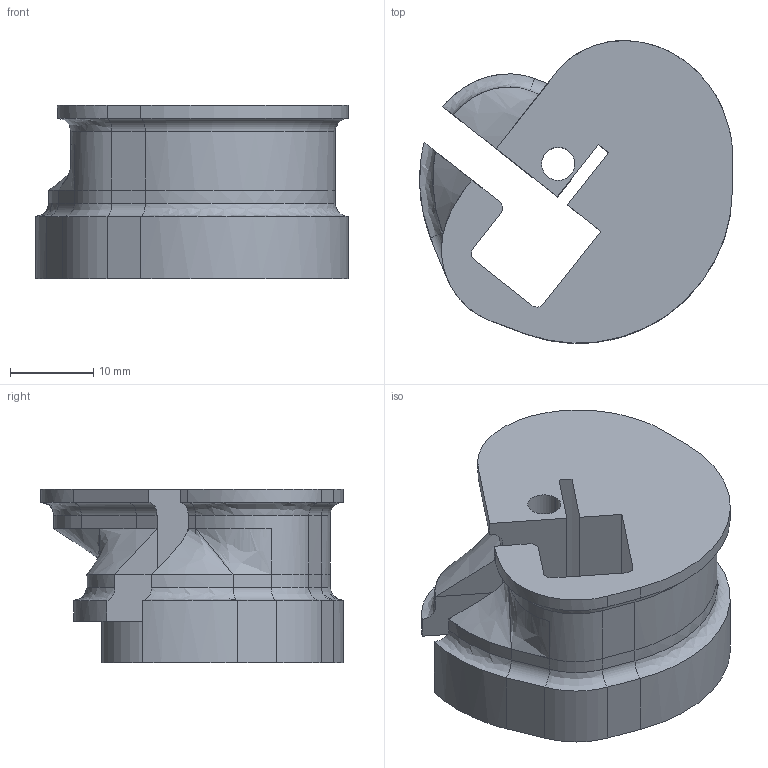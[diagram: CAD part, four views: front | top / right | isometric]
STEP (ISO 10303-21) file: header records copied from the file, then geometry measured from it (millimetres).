
FILE_DESCRIPTION (( 'STEP AP214' ), '1' );
FILE_NAME ('cam_transmission.STEP', '2025-10-01T19:41:39', ( '' ), ( '' ), 'SwSTEP 2.0', 'SolidWorks 2025', '' );
FILE_SCHEMA (( 'AUTOMOTIVE_DESIGN' ));
Length unit declared in the file: millimetre
Products named in the file (1): cam_transmission
Bounding box: 37.6 x 36.36 x 20.9 mm (x, y, z)
Volume: 11867.1 mm3; surface area: 6596.4 mm2
Topology: 4 solids, 4 shells, 98 faces, 244 edges, 154 vertices
Faces by surface type: plane 45, cylinder 28, bspline 24, torus 1
Entity records: 4756 total; most frequent: CARTESIAN_POINT 2515, ORIENTED_EDGE 488, DIRECTION 391, EDGE_CURVE 244, VERTEX_POINT 154, LINE 145, VECTOR 145, AXIS2_PLACEMENT_3D 123
